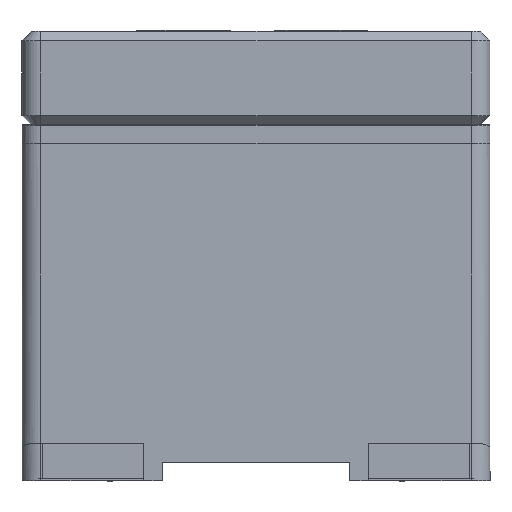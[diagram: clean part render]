
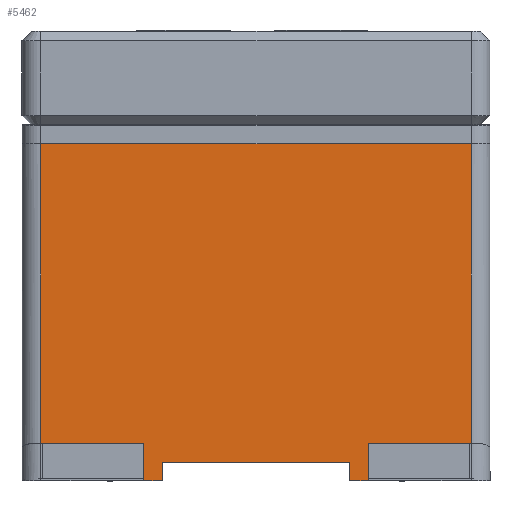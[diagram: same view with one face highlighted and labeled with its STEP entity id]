
A CAD part, front view. The second image highlights one B-rep face of the part: STEP entity #5462.
In plain terms, the highlighted planar face has unit normal (0, -1, 0).
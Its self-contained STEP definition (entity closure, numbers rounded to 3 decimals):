
#621=ORIENTED_EDGE('',*,*,#2031,.T.);
#622=ORIENTED_EDGE('',*,*,#2032,.T.);
#623=ORIENTED_EDGE('',*,*,#2033,.F.);
#624=ORIENTED_EDGE('',*,*,#2034,.T.);
#625=ORIENTED_EDGE('',*,*,#2035,.F.);
#626=ORIENTED_EDGE('',*,*,#2036,.F.);
#627=ORIENTED_EDGE('',*,*,#1986,.F.);
#628=ORIENTED_EDGE('',*,*,#2037,.T.);
#629=ORIENTED_EDGE('',*,*,#2038,.T.);
#630=ORIENTED_EDGE('',*,*,#2039,.T.);
#631=ORIENTED_EDGE('',*,*,#2029,.F.);
#632=ORIENTED_EDGE('',*,*,#2040,.T.);
#1986=EDGE_CURVE('',#2693,#2691,#3219,.T.);
#2029=EDGE_CURVE('',#2732,#2733,#3262,.T.);
#2031=EDGE_CURVE('',#2734,#2735,#3264,.T.);
#2032=EDGE_CURVE('',#2735,#2736,#3265,.F.);
#2033=EDGE_CURVE('',#2737,#2736,#3266,.T.);
#2034=EDGE_CURVE('',#2737,#2738,#3267,.F.);
#2035=EDGE_CURVE('',#2739,#2738,#3268,.T.);
#2036=EDGE_CURVE('',#2691,#2739,#3269,.T.);
#2037=EDGE_CURVE('',#2693,#2740,#3270,.T.);
#2038=EDGE_CURVE('',#2740,#2741,#3271,.T.);
#2039=EDGE_CURVE('',#2741,#2733,#3272,.T.);
#2040=EDGE_CURVE('',#2732,#2734,#3273,.T.);
#2691=VERTEX_POINT('',#8698);
#2693=VERTEX_POINT('',#8702);
#2732=VERTEX_POINT('',#8793);
#2733=VERTEX_POINT('',#8795);
#2734=VERTEX_POINT('',#8799);
#2735=VERTEX_POINT('',#8800);
#2736=VERTEX_POINT('',#8802);
#2737=VERTEX_POINT('',#8804);
#2738=VERTEX_POINT('',#8806);
#2739=VERTEX_POINT('',#8808);
#2740=VERTEX_POINT('',#8811);
#2741=VERTEX_POINT('',#8813);
#3219=LINE('',#8703,#3654);
#3262=LINE('',#8794,#3697);
#3264=LINE('',#8798,#3699);
#3265=LINE('',#8801,#3700);
#3266=LINE('',#8803,#3701);
#3267=LINE('',#8805,#3702);
#3268=LINE('',#8807,#3703);
#3269=LINE('',#8809,#3704);
#3270=LINE('',#8810,#3705);
#3271=LINE('',#8812,#3706);
#3272=LINE('',#8814,#3707);
#3273=LINE('',#8815,#3708);
#3654=VECTOR('',#7051,1000.);
#3697=VECTOR('',#7112,1000.);
#3699=VECTOR('',#7116,1000.);
#3700=VECTOR('',#7117,1000.);
#3701=VECTOR('',#7118,1000.);
#3702=VECTOR('',#7119,1000.);
#3703=VECTOR('',#7120,1000.);
#3704=VECTOR('',#7121,1000.);
#3705=VECTOR('',#7122,1000.);
#3706=VECTOR('',#7123,1000.);
#3707=VECTOR('',#7124,1000.);
#3708=VECTOR('',#7125,1000.);
#4093=EDGE_LOOP('',(#621,#622,#623,#624,#625,#626,#627,#628,#629,#630,#631,
#632));
#4692=FACE_BOUND('',#4093,.T.);
#5291=PLANE('',#6444);
#5462=ADVANCED_FACE('',(#4692),#5291,.F.);
#6444=AXIS2_PLACEMENT_3D('',#8797,#7114,#7115);
#7051=DIRECTION('',(-1.,0.,0.));
#7112=DIRECTION('',(-1.,0.,0.));
#7114=DIRECTION('',(0.,1.,0.));
#7115=DIRECTION('',(0.,0.,1.));
#7116=DIRECTION('',(1.,0.,0.));
#7117=DIRECTION('',(0.,0.,-1.));
#7118=DIRECTION('',(1.,0.,0.));
#7119=DIRECTION('',(0.,0.,1.));
#7120=DIRECTION('',(-1.,0.,0.));
#7121=DIRECTION('',(0.,0.,1.));
#7122=DIRECTION('',(0.,0.,1.));
#7123=DIRECTION('',(1.,0.,0.));
#7124=DIRECTION('',(0.,0.,-1.));
#7125=DIRECTION('',(0.,0.,1.));
#8698=CARTESIAN_POINT('',(-0.6,-1.6,-0.9));
#8702=CARTESIAN_POINT('',(-0.5,-1.6,-0.9));
#8703=CARTESIAN_POINT('',(1.25,-1.6,-0.9));
#8793=CARTESIAN_POINT('',(0.6,-1.6,-0.9));
#8794=CARTESIAN_POINT('',(1.25,-1.6,-0.9));
#8795=CARTESIAN_POINT('',(0.5,-1.6,-0.9));
#8797=CARTESIAN_POINT('',(0.,-1.6,0.));
#8798=CARTESIAN_POINT('',(1.24,-1.6,-0.7));
#8799=CARTESIAN_POINT('',(0.6,-1.6,-0.7));
#8800=CARTESIAN_POINT('',(1.15,-1.6,-0.7));
#8801=CARTESIAN_POINT('',(1.15,-1.6,0.9));
#8802=CARTESIAN_POINT('',(1.15,-1.6,0.9));
#8803=CARTESIAN_POINT('',(-1.25,-1.6,0.9));
#8804=CARTESIAN_POINT('',(-1.15,-1.6,0.9));
#8805=CARTESIAN_POINT('',(-1.15,-1.6,-0.7));
#8806=CARTESIAN_POINT('',(-1.15,-1.6,-0.7));
#8807=CARTESIAN_POINT('',(-1.24,-1.6,-0.7));
#8808=CARTESIAN_POINT('',(-0.6,-1.6,-0.7));
#8809=CARTESIAN_POINT('',(-0.6,-1.6,-0.9));
#8810=CARTESIAN_POINT('',(-0.5,-1.6,-0.9));
#8811=CARTESIAN_POINT('',(-0.5,-1.6,-0.8));
#8812=CARTESIAN_POINT('',(-0.5,-1.6,-0.8));
#8813=CARTESIAN_POINT('',(0.5,-1.6,-0.8));
#8814=CARTESIAN_POINT('',(0.5,-1.6,-0.8));
#8815=CARTESIAN_POINT('',(0.6,-1.6,-0.9));
